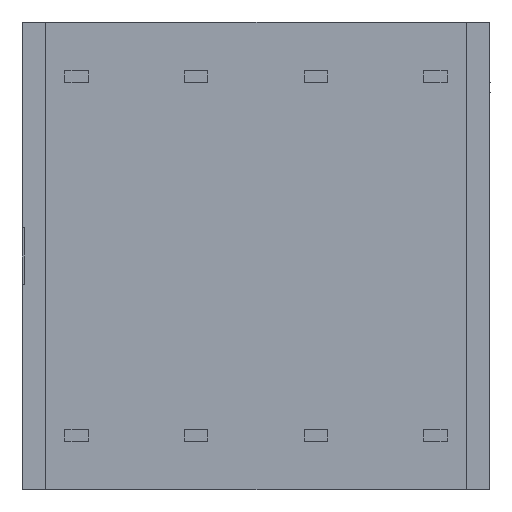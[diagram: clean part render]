
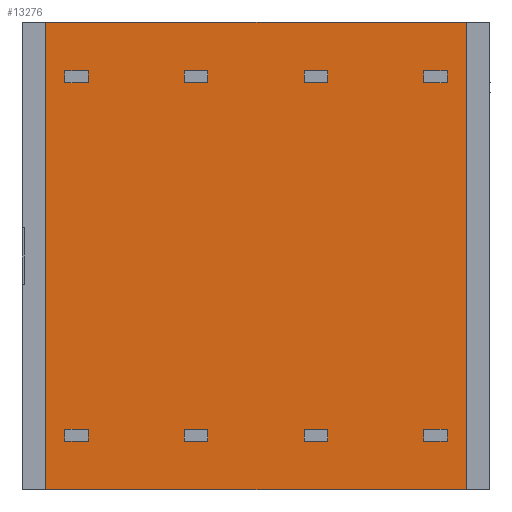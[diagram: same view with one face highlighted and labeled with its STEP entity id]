
A CAD part, front view. The second image highlights one B-rep face of the part: STEP entity #13276.
In plain terms, the highlighted planar face has unit normal (0, -1, 0).
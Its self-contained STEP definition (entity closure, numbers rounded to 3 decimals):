
#13230 = EDGE_CURVE ( 'NONE', #13231, #13310, #18730, .T. ) ;
#13231 = VERTEX_POINT ( 'NONE', #18796 ) ;
#13244 = VERTEX_POINT ( 'NONE', #18779 ) ;
#13246 = EDGE_CURVE ( 'NONE', #13244, #13262, #18777, .T. ) ;
#13262 = VERTEX_POINT ( 'NONE', #18825 ) ;
#13275 = EDGE_CURVE ( 'NONE', #13231, #13244, #18860, .T. ) ;
#13276 = ADVANCED_FACE ( 'NONE', ( #18851 ), #18894, .T. ) ;
#13277 = EDGE_LOOP ( 'NONE', ( #13278, #13279, #13280, #13334 ) ) ;
#13278 = ORIENTED_EDGE ( 'NONE', *, *, #13246, .F. ) ;
#13279 = ORIENTED_EDGE ( 'NONE', *, *, #13275, .F. ) ;
#13280 = ORIENTED_EDGE ( 'NONE', *, *, #13230, .T. ) ;
#13289 = EDGE_CURVE ( 'NONE', #13310, #13262, #18927, .T. ) ;
#13310 = VERTEX_POINT ( 'NONE', #18999 ) ;
#13334 = ORIENTED_EDGE ( 'NONE', *, *, #13289, .T. ) ;
#18729 = CARTESIAN_POINT ( 'NONE',  ( 0., -5.1, -4.97 ) ) ;
#18730 = LINE ( 'NONE', #18729, #18798 ) ;
#18774 = DIRECTION ( 'NONE',  ( 1., 0., 0. ) ) ;
#18775 = VECTOR ( 'NONE', #18774, 1000. ) ;
#18776 = CARTESIAN_POINT ( 'NONE',  ( 0., -5.1, 4.97 ) ) ;
#18777 = LINE ( 'NONE', #18776, #18775 ) ;
#18779 = CARTESIAN_POINT ( 'NONE',  ( -4.47, -5.1, 4.97 ) ) ;
#18796 = CARTESIAN_POINT ( 'NONE',  ( -4.47, -5.1, -4.97 ) ) ;
#18797 = DIRECTION ( 'NONE',  ( 1., 0., 0. ) ) ;
#18798 = VECTOR ( 'NONE', #18797, 1000. ) ;
#18825 = CARTESIAN_POINT ( 'NONE',  ( 4.47, -5.1, 4.97 ) ) ;
#18851 = FACE_OUTER_BOUND ( 'NONE', #13277, .T. ) ;
#18856 = DIRECTION ( 'NONE',  ( 0., 0., 1. ) ) ;
#18857 = VECTOR ( 'NONE', #18856, 1000. ) ;
#18858 = CARTESIAN_POINT ( 'NONE',  ( -4.47, -5.1, -4.97 ) ) ;
#18860 = LINE ( 'NONE', #18858, #18857 ) ;
#18888 = DIRECTION ( 'NONE',  ( 0., 0., -1. ) ) ;
#18889 = DIRECTION ( 'NONE',  ( 0., -1., 0. ) ) ;
#18890 = CARTESIAN_POINT ( 'NONE',  ( 0., -5.1, -4.97 ) ) ;
#18891 = AXIS2_PLACEMENT_3D ( 'NONE', #18890, #18889, #18888 ) ;
#18894 = PLANE ( 'NONE',  #18891 ) ;
#18919 = DIRECTION ( 'NONE',  ( 0., 0., 1. ) ) ;
#18920 = VECTOR ( 'NONE', #18919, 1000. ) ;
#18921 = CARTESIAN_POINT ( 'NONE',  ( 4.47, -5.1, -4.97 ) ) ;
#18927 = LINE ( 'NONE', #18921, #18920 ) ;
#18999 = CARTESIAN_POINT ( 'NONE',  ( 4.47, -5.1, -4.97 ) ) ;
